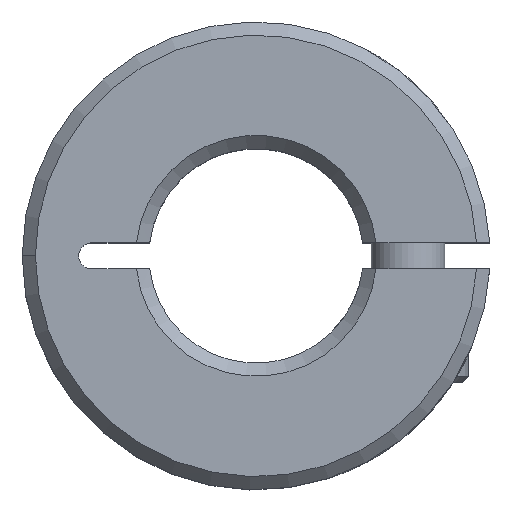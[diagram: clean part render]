
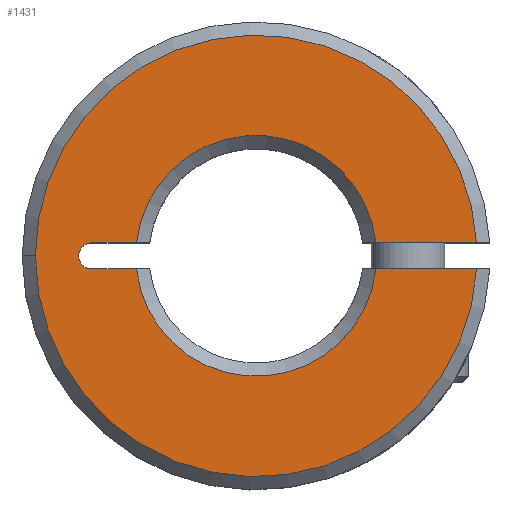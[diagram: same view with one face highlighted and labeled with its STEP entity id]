
A CAD part, top view. The second image highlights one B-rep face of the part: STEP entity #1431.
In plain terms, the highlighted planar face has unit normal (0, 0, 1).
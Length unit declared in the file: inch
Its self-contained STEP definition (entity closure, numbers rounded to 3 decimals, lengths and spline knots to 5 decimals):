
#120 = AXIS2_PLACEMENT_3D ( 'NONE', #1500, #1495, #1494 ) ;
#177 = AXIS2_PLACEMENT_3D ( 'NONE', #928, #927, #926 ) ;
#178 = AXIS2_PLACEMENT_3D ( 'NONE', #932, #931, #930 ) ;
#179 = AXIS2_PLACEMENT_3D ( 'NONE', #937, #936, #935 ) ;
#183 = AXIS2_PLACEMENT_3D ( 'NONE', #962, #961, #960 ) ;
#190 = AXIS2_PLACEMENT_3D ( 'NONE', #1106, #1105, #1104 ) ;
#221 = EDGE_CURVE ( 'NONE', #849, #836, #466, .T. ) ;
#241 = EDGE_CURVE ( 'NONE', #847, #787, #441, .T. ) ;
#249 = EDGE_CURVE ( 'NONE', #847, #799, #433, .T. ) ;
#250 = EDGE_CURVE ( 'NONE', #799, #790, #427, .T. ) ;
#251 = EDGE_CURVE ( 'NONE', #797, #790, #425, .T. ) ;
#252 = EDGE_CURVE ( 'NONE', #797, #849, #424, .T. ) ;
#253 = EDGE_CURVE ( 'NONE', #836, #852, #422, .T. ) ;
#254 = EDGE_CURVE ( 'NONE', #852, #800, #421, .T. ) ;
#255 = EDGE_CURVE ( 'NONE', #787, #800, #419, .T. ) ;
#315 = FACE_OUTER_BOUND ( 'NONE', #859, .T. ) ;
#417 = VECTOR ( 'NONE', #933, 39.37008 ) ;
#419 = LINE ( 'NONE', #934, #417 ) ;
#420 = VECTOR ( 'NONE', #938, 39.37008 ) ;
#421 = CIRCLE ( 'NONE', #177, 0.1824 ) ;
#422 = LINE ( 'NONE', #939, #420 ) ;
#423 = VECTOR ( 'NONE', #946, 39.37008 ) ;
#424 = CIRCLE ( 'NONE', #178, 0.33433 ) ;
#425 = LINE ( 'NONE', #941, #423 ) ;
#426 = VECTOR ( 'NONE', #940, 39.37008 ) ;
#427 = CIRCLE ( 'NONE', #179, 0.1824 ) ;
#433 = LINE ( 'NONE', #945, #426 ) ;
#441 = CIRCLE ( 'NONE', #183, 0.01969 ) ;
#466 = CIRCLE ( 'NONE', #190, 0.33433 ) ;
#566 = ORIENTED_EDGE ( 'NONE', *, *, #249, .T. ) ;
#633 = ORIENTED_EDGE ( 'NONE', *, *, #241, .F. ) ;
#689 = ORIENTED_EDGE ( 'NONE', *, *, #250, .T. ) ;
#726 = ORIENTED_EDGE ( 'NONE', *, *, #252, .T. ) ;
#729 = ORIENTED_EDGE ( 'NONE', *, *, #253, .T. ) ;
#741 = ORIENTED_EDGE ( 'NONE', *, *, #251, .F. ) ;
#742 = ORIENTED_EDGE ( 'NONE', *, *, #255, .F. ) ;
#782 = ORIENTED_EDGE ( 'NONE', *, *, #254, .T. ) ;
#783 = ORIENTED_EDGE ( 'NONE', *, *, #221, .T. ) ;
#787 = VERTEX_POINT ( 'NONE', #1039 ) ;
#790 = VERTEX_POINT ( 'NONE', #1090 ) ;
#797 = VERTEX_POINT ( 'NONE', #1244 ) ;
#799 = VERTEX_POINT ( 'NONE', #1112 ) ;
#800 = VERTEX_POINT ( 'NONE', #1111 ) ;
#836 = VERTEX_POINT ( 'NONE', #1683 ) ;
#847 = VERTEX_POINT ( 'NONE', #1672 ) ;
#849 = VERTEX_POINT ( 'NONE', #1670 ) ;
#852 = VERTEX_POINT ( 'NONE', #1667 ) ;
#859 = EDGE_LOOP ( 'NONE', ( #633, #566, #689, #741, #726, #783, #729, #782, #742 ) ) ;
#926 = DIRECTION ( 'NONE',  ( 1., 0., 0. ) ) ;
#927 = DIRECTION ( 'NONE',  ( 0., 0., -1. ) ) ;
#928 = CARTESIAN_POINT ( 'NONE',  ( 0., 0., 0.125 ) ) ;
#930 = DIRECTION ( 'NONE',  ( 1., 0., 0. ) ) ;
#931 = DIRECTION ( 'NONE',  ( 0., 0., 1. ) ) ;
#932 = CARTESIAN_POINT ( 'NONE',  ( 0., 0., 0.125 ) ) ;
#933 = DIRECTION ( 'NONE',  ( 1., 0., 0. ) ) ;
#934 = CARTESIAN_POINT ( 'NONE',  ( -0.2687, -0.01969, 0.125 ) ) ;
#935 = DIRECTION ( 'NONE',  ( 1., 0., 0. ) ) ;
#936 = DIRECTION ( 'NONE',  ( 0., 0., -1. ) ) ;
#937 = CARTESIAN_POINT ( 'NONE',  ( 0., 0., 0.125 ) ) ;
#938 = DIRECTION ( 'NONE',  ( -1., 0., 0. ) ) ;
#939 = CARTESIAN_POINT ( 'NONE',  ( 0.35433, -0.01969, 0.125 ) ) ;
#940 = DIRECTION ( 'NONE',  ( 1., 0., 0. ) ) ;
#941 = CARTESIAN_POINT ( 'NONE',  ( 0.35433, 0.01969, 0.125 ) ) ;
#945 = CARTESIAN_POINT ( 'NONE',  ( -0.2687, 0.01969, 0.125 ) ) ;
#946 = DIRECTION ( 'NONE',  ( -1., 0., 0. ) ) ;
#960 = DIRECTION ( 'NONE',  ( 1., 0., 0. ) ) ;
#961 = DIRECTION ( 'NONE',  ( 0., 0., 1. ) ) ;
#962 = CARTESIAN_POINT ( 'NONE',  ( -0.24901, 0., 0.125 ) ) ;
#1039 = CARTESIAN_POINT ( 'NONE',  ( -0.24901, -0.01969, 0.125 ) ) ;
#1090 = CARTESIAN_POINT ( 'NONE',  ( 0.18134, 0.01969, 0.125 ) ) ;
#1104 = DIRECTION ( 'NONE',  ( 1., 0., 0. ) ) ;
#1105 = DIRECTION ( 'NONE',  ( 0., 0., 1. ) ) ;
#1106 = CARTESIAN_POINT ( 'NONE',  ( 0., 0., 0.125 ) ) ;
#1111 = CARTESIAN_POINT ( 'NONE',  ( -0.18134, -0.01969, 0.125 ) ) ;
#1112 = CARTESIAN_POINT ( 'NONE',  ( -0.18134, 0.01969, 0.125 ) ) ;
#1244 = CARTESIAN_POINT ( 'NONE',  ( 0.33375, 0.01969, 0.125 ) ) ;
#1431 = ADVANCED_FACE ( 'NONE', ( #315 ), #1498, .T. ) ;
#1494 = DIRECTION ( 'NONE',  ( 1., 0., 0. ) ) ;
#1495 = DIRECTION ( 'NONE',  ( 0., 0., 1. ) ) ;
#1498 = PLANE ( 'NONE',  #120 ) ;
#1500 = CARTESIAN_POINT ( 'NONE',  ( 0., 0., 0.125 ) ) ;
#1667 = CARTESIAN_POINT ( 'NONE',  ( 0.18134, -0.01969, 0.125 ) ) ;
#1670 = CARTESIAN_POINT ( 'NONE',  ( -0.33433, 0., 0.125 ) ) ;
#1672 = CARTESIAN_POINT ( 'NONE',  ( -0.24901, 0.01969, 0.125 ) ) ;
#1683 = CARTESIAN_POINT ( 'NONE',  ( 0.33375, -0.01969, 0.125 ) ) ;
